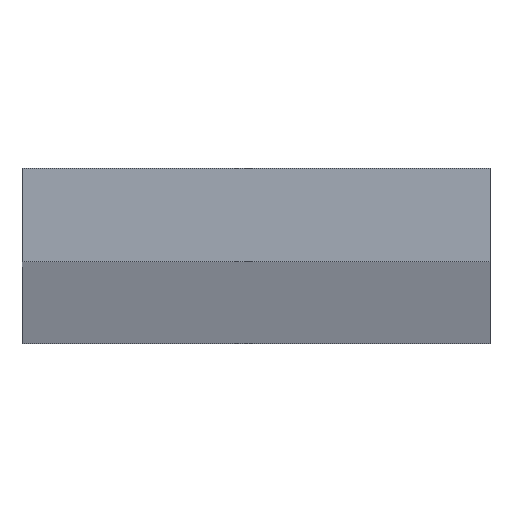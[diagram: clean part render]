
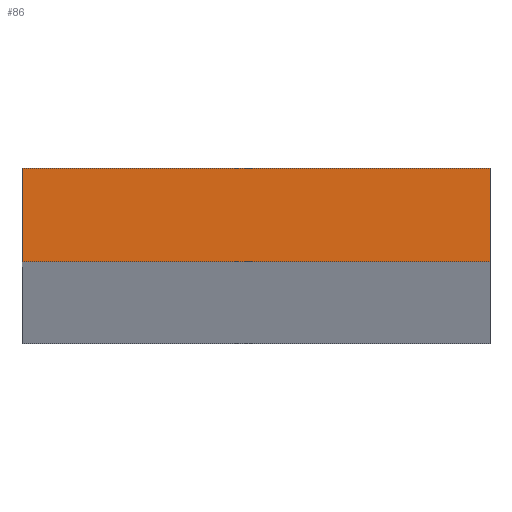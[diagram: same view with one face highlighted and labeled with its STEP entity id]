
A CAD part, top view. The second image highlights one B-rep face of the part: STEP entity #86.
In plain terms, the highlighted planar face has unit normal (0, 0, 1).
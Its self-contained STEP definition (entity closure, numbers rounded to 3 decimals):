
#6 = ORIENTED_EDGE ( 'NONE', *, *, #94, .T. ) ;
#9 = CARTESIAN_POINT ( 'NONE',  ( -5., -1., 500. ) ) ;
#11 = LINE ( 'NONE', #87, #42 ) ;
#24 = CARTESIAN_POINT ( 'NONE',  ( 0., 0., 500. ) ) ;
#41 = DIRECTION ( 'NONE',  ( 0., 0., -1. ) ) ;
#42 = VECTOR ( 'NONE', #55, 1000. ) ;
#45 = EDGE_CURVE ( 'NONE', #130, #99, #11, .T. ) ;
#53 = CARTESIAN_POINT ( 'NONE',  ( 5., 1., 500. ) ) ;
#54 = EDGE_CURVE ( 'NONE', #97, #130, #56, .T. ) ;
#55 = DIRECTION ( 'NONE',  ( -1., 0., 0. ) ) ;
#56 = LINE ( 'NONE', #177, #90 ) ;
#57 = FACE_OUTER_BOUND ( 'NONE', #184, .T. ) ;
#69 = VECTOR ( 'NONE', #145, 1000. ) ;
#71 = ORIENTED_EDGE ( 'NONE', *, *, #120, .T. ) ;
#77 = LINE ( 'NONE', #132, #93 ) ;
#83 = ORIENTED_EDGE ( 'NONE', *, *, #54, .T. ) ;
#84 = AXIS2_PLACEMENT_3D ( 'NONE', #24, #41, #171 ) ;
#86 = ADVANCED_FACE ( 'NONE', ( #57 ), #121, .F. ) ;
#87 = CARTESIAN_POINT ( 'NONE',  ( -5., 1., 500. ) ) ;
#90 = VECTOR ( 'NONE', #102, 1000. ) ;
#93 = VECTOR ( 'NONE', #186, 1000. ) ;
#94 = EDGE_CURVE ( 'NONE', #99, #157, #104, .T. ) ;
#97 = VERTEX_POINT ( 'NONE', #117 ) ;
#99 = VERTEX_POINT ( 'NONE', #160 ) ;
#102 = DIRECTION ( 'NONE',  ( 0., 1., 0. ) ) ;
#104 = LINE ( 'NONE', #9, #69 ) ;
#109 = CARTESIAN_POINT ( 'NONE',  ( -5., -1., 500. ) ) ;
#117 = CARTESIAN_POINT ( 'NONE',  ( 5., -1., 500. ) ) ;
#120 = EDGE_CURVE ( 'NONE', #157, #97, #77, .T. ) ;
#121 = PLANE ( 'NONE',  #84 ) ;
#130 = VERTEX_POINT ( 'NONE', #53 ) ;
#132 = CARTESIAN_POINT ( 'NONE',  ( -5., -1., 500. ) ) ;
#145 = DIRECTION ( 'NONE',  ( 0., -1., 0. ) ) ;
#157 = VERTEX_POINT ( 'NONE', #109 ) ;
#160 = CARTESIAN_POINT ( 'NONE',  ( -5., 1., 500. ) ) ;
#165 = ORIENTED_EDGE ( 'NONE', *, *, #45, .T. ) ;
#171 = DIRECTION ( 'NONE',  ( -1., 0., 0. ) ) ;
#177 = CARTESIAN_POINT ( 'NONE',  ( 5., -1., 500. ) ) ;
#184 = EDGE_LOOP ( 'NONE', ( #83, #165, #6, #71 ) ) ;
#186 = DIRECTION ( 'NONE',  ( 1., 0., 0. ) ) ;
